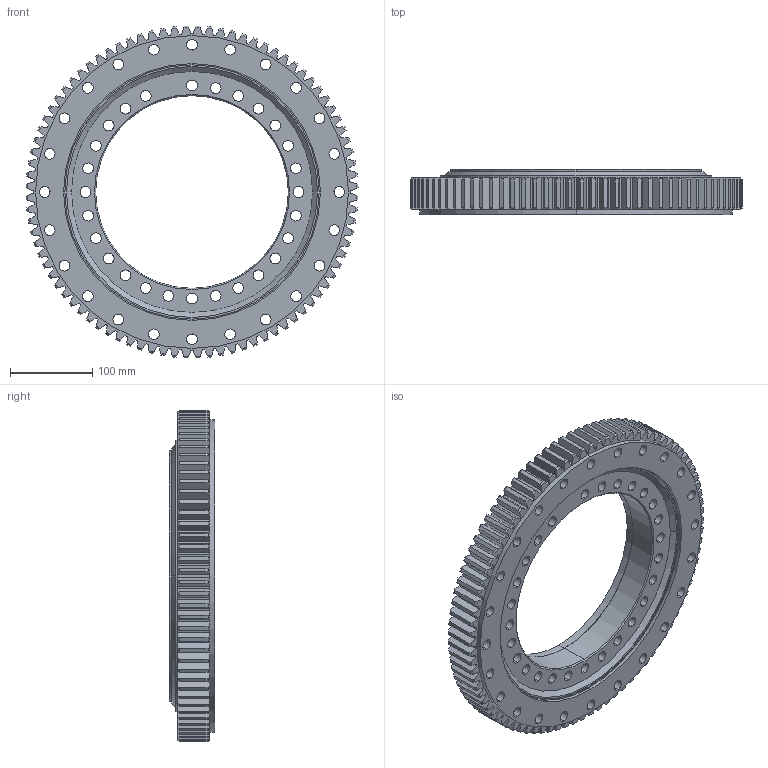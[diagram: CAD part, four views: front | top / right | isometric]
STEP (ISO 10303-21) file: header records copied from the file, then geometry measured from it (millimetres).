
FILE_DESCRIPTION (( 'STEP AP203' ), '1' );
FILE_NAME ('06-0307-00.STEP', '2017-12-26T15:26:19', ( 'defontaine' ), ( 'Hewlett-Packard Company' ), 'SwSTEP 2.0', 'SolidWorks 2016', '' );
FILE_SCHEMA (( 'CONFIG_CONTROL_DESIGN' ));
Length unit declared in the file: millimetre
Products named in the file (1): 06-0307-00
Bounding box: 403.38 x 55 x 403.38 mm (x, y, z)
Volume: 2843201.7 mm3; surface area: 556403.3 mm2
Topology: 5 solids, 5 shells, 727 faces, 2085 edges, 1376 vertices
Faces by surface type: cylinder 311, cone 198, plane 196, torus 22
Entity records: 24692 total; most frequent: CARTESIAN_POINT 5241, ORIENTED_EDGE 4162, DIRECTION 4053, EDGE_CURVE 2081, AXIS2_PLACEMENT_3D 1596, VERTEX_POINT 1376, CIRCLE 868, VECTOR 861
